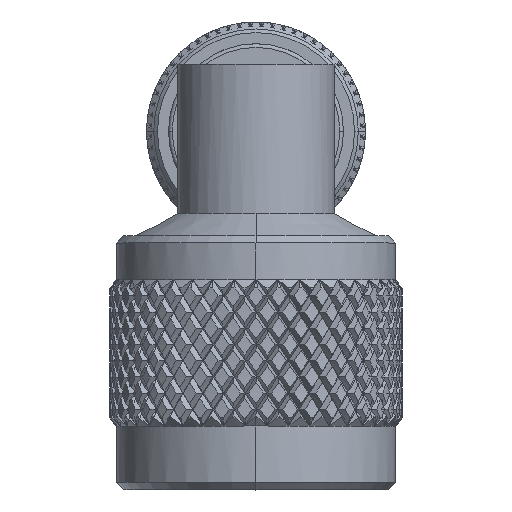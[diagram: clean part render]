
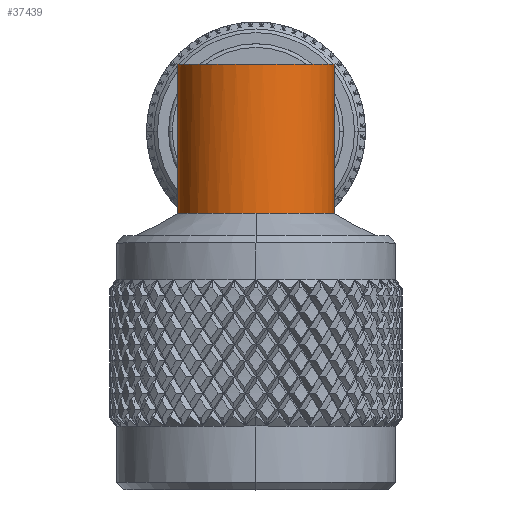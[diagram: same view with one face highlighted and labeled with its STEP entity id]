
A CAD part, top view. The second image highlights one B-rep face of the part: STEP entity #37439.
In plain terms, the highlighted cylindrical face has radius 5.395 mm (diameter 10.79 mm), a partial arc.
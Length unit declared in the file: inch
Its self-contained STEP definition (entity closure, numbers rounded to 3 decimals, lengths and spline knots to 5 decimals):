
#1969 = EDGE_CURVE ( 'NONE', #16124, #62926, #92733, .T. ) ;
#9248 = CARTESIAN_POINT ( 'NONE',  ( 0.46208, 0., 0. ) ) ;
#9869 = CARTESIAN_POINT ( 'NONE',  ( 0.46208, -0.13037, 0.16769 ) ) ;
#10792 = CARTESIAN_POINT ( 'NONE',  ( 0.05962, 0., 0. ) ) ;
#10861 = EDGE_CURVE ( 'NONE', #126183, #175305, #80547, .T. ) ;
#13765 = DIRECTION ( 'NONE',  ( -1., 0., 0. ) ) ;
#16124 = VERTEX_POINT ( 'NONE', #104646 ) ;
#28538 = ORIENTED_EDGE ( 'NONE', *, *, #1969, .F. ) ;
#32049 = CARTESIAN_POINT ( 'NONE',  ( 0.05962, 0.13037, 0.16769 ) ) ;
#33764 = EDGE_CURVE ( 'NONE', #142821, #16124, #80146, .T. ) ;
#37439 = ADVANCED_FACE ( 'NONE', ( #110044 ), #68900, .T. ) ;
#49419 = DIRECTION ( 'NONE',  ( 1., 0., 0. ) ) ;
#60938 = AXIS2_PLACEMENT_3D ( 'NONE', #9248, #63182, #89818 ) ;
#62926 = VERTEX_POINT ( 'NONE', #9869 ) ;
#63182 = DIRECTION ( 'NONE',  ( -1., 0., 0. ) ) ;
#65729 = AXIS2_PLACEMENT_3D ( 'NONE', #10792, #119840, #163303 ) ;
#67528 = VECTOR ( 'NONE', #140508, 39.37008 ) ;
#67570 = EDGE_CURVE ( 'NONE', #175305, #62926, #157367, .T. ) ;
#68900 = CYLINDRICAL_SURFACE ( 'NONE', #155531, 0.21241 ) ;
#74288 = CARTESIAN_POINT ( 'NONE',  ( -5.70743, 0., 0. ) ) ;
#76046 = DIRECTION ( 'NONE',  ( -1., 0., 0. ) ) ;
#80146 = CIRCLE ( 'NONE', #65729, 0.21241 ) ;
#80547 = LINE ( 'NONE', #167177, #67528 ) ;
#81682 = ORIENTED_EDGE ( 'NONE', *, *, #67570, .T. ) ;
#83372 = CARTESIAN_POINT ( 'NONE',  ( 0.05962, 0., 0. ) ) ;
#86896 = CARTESIAN_POINT ( 'NONE',  ( 0.05962, -0.13037, 0.16769 ) ) ;
#87036 = ORIENTED_EDGE ( 'NONE', *, *, #33764, .F. ) ;
#89818 = DIRECTION ( 'NONE',  ( 0., 0., 1. ) ) ;
#92733 = LINE ( 'NONE', #86896, #155386 ) ;
#102759 = EDGE_LOOP ( 'NONE', ( #81682, #28538, #87036, #177156, #130278 ) ) ;
#104646 = CARTESIAN_POINT ( 'NONE',  ( 0.05962, -0.13037, 0.16769 ) ) ;
#110044 = FACE_OUTER_BOUND ( 'NONE', #102759, .T. ) ;
#119840 = DIRECTION ( 'NONE',  ( -1., 0., 0. ) ) ;
#122820 = DIRECTION ( 'NONE',  ( 0., 0., 1. ) ) ;
#125375 = CARTESIAN_POINT ( 'NONE',  ( 0.05962, 0., -0.21241 ) ) ;
#126183 = VERTEX_POINT ( 'NONE', #32049 ) ;
#130278 = ORIENTED_EDGE ( 'NONE', *, *, #10861, .T. ) ;
#130494 = DIRECTION ( 'NONE',  ( 0., 0., 1. ) ) ;
#140508 = DIRECTION ( 'NONE',  ( 1., 0., 0. ) ) ;
#142821 = VERTEX_POINT ( 'NONE', #125375 ) ;
#148444 = EDGE_CURVE ( 'NONE', #126183, #142821, #165859, .T. ) ;
#152523 = AXIS2_PLACEMENT_3D ( 'NONE', #83372, #13765, #122820 ) ;
#155386 = VECTOR ( 'NONE', #49419, 39.37008 ) ;
#155531 = AXIS2_PLACEMENT_3D ( 'NONE', #74288, #76046, #130494 ) ;
#157367 = CIRCLE ( 'NONE', #60938, 0.21241 ) ;
#163303 = DIRECTION ( 'NONE',  ( 0., 0., 1. ) ) ;
#165859 = CIRCLE ( 'NONE', #152523, 0.21241 ) ;
#167177 = CARTESIAN_POINT ( 'NONE',  ( 0.05962, 0.13037, 0.16769 ) ) ;
#174864 = CARTESIAN_POINT ( 'NONE',  ( 0.46208, 0.13037, 0.16769 ) ) ;
#175305 = VERTEX_POINT ( 'NONE', #174864 ) ;
#177156 = ORIENTED_EDGE ( 'NONE', *, *, #148444, .F. ) ;
